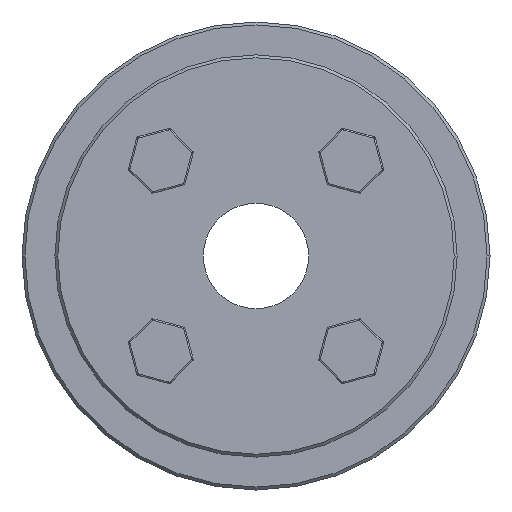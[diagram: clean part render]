
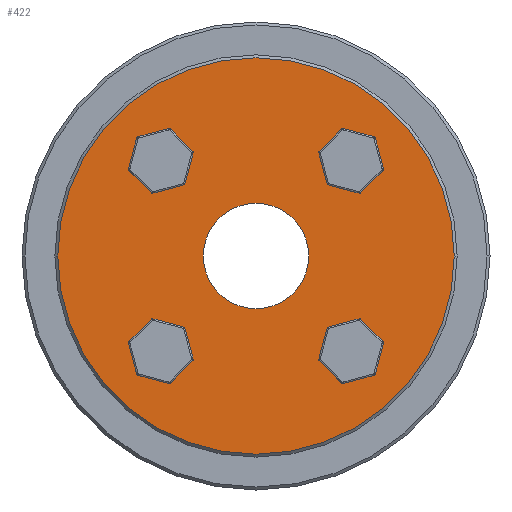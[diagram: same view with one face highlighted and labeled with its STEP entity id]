
A CAD part, left-side view. The second image highlights one B-rep face of the part: STEP entity #422.
In plain terms, the highlighted planar face has unit normal (-1, 0, 0).
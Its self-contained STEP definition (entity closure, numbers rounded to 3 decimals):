
#157 = VERTEX_POINT ( 'NONE', #3319 ) ;
#158 = VERTEX_POINT ( 'NONE', #3320 ) ;
#179 = VERTEX_POINT ( 'NONE', #3341 ) ;
#180 = VERTEX_POINT ( 'NONE', #3342 ) ;
#310 = EDGE_CURVE ( 'NONE', #157, #158, #4750, .T. ) ;
#314 = EDGE_CURVE ( 'NONE', #158, #157, #4752, .T. ) ;
#322 = EDGE_CURVE ( 'NONE', #179, #180, #4762, .T. ) ;
#347 = EDGE_CURVE ( 'NONE', #180, #179, #4800, .T. ) ;
#422 = ADVANCED_FACE ( 'NONE', ( #4920, #4923 ), #5099, .T. ) ;
#2501 = EDGE_LOOP ( 'NONE', ( #2622, #2623 ) ) ;
#2514 = EDGE_LOOP ( 'NONE', ( #2624, #2625 ) ) ;
#2622 = ORIENTED_EDGE ( 'NONE', *, *, #322, .T. ) ;
#2623 = ORIENTED_EDGE ( 'NONE', *, *, #347, .T. ) ;
#2624 = ORIENTED_EDGE ( 'NONE', *, *, #310, .T. ) ;
#2625 = ORIENTED_EDGE ( 'NONE', *, *, #314, .T. ) ;
#3319 = CARTESIAN_POINT ( 'NONE',  ( -31., 9., 0. ) ) ;
#3320 = CARTESIAN_POINT ( 'NONE',  ( -31., -9., 0. ) ) ;
#3341 = CARTESIAN_POINT ( 'NONE',  ( -31., 33.887, 0. ) ) ;
#3342 = CARTESIAN_POINT ( 'NONE',  ( -31., -33.887, 0. ) ) ;
#3528 = CARTESIAN_POINT ( 'NONE',  ( -31., 0., 0. ) ) ;
#3530 = DIRECTION ( 'NONE',  ( 1., 0., 0. ) ) ;
#3531 = DIRECTION ( 'NONE',  ( 0., 1., 0. ) ) ;
#3532 = CARTESIAN_POINT ( 'NONE',  ( -31., 0., 0. ) ) ;
#3540 = DIRECTION ( 'NONE',  ( 1., 0., 0. ) ) ;
#3541 = DIRECTION ( 'NONE',  ( 0., 1., 0. ) ) ;
#3558 = CARTESIAN_POINT ( 'NONE',  ( -31., 0., 0. ) ) ;
#3564 = DIRECTION ( 'NONE',  ( -1., 0., 0. ) ) ;
#3565 = DIRECTION ( 'NONE',  ( 0., -1., 0. ) ) ;
#3627 = CARTESIAN_POINT ( 'NONE',  ( -31., 0., 0. ) ) ;
#3628 = DIRECTION ( 'NONE',  ( -1., 0., 0. ) ) ;
#3629 = DIRECTION ( 'NONE',  ( 0., -1., 0. ) ) ;
#4279 = AXIS2_PLACEMENT_3D ( 'NONE', #3528, #3530, #3531 ) ;
#4281 = AXIS2_PLACEMENT_3D ( 'NONE', #3532, #3540, #3541 ) ;
#4288 = AXIS2_PLACEMENT_3D ( 'NONE', #3558, #3564, #3565 ) ;
#4300 = AXIS2_PLACEMENT_3D ( 'NONE', #3627, #3628, #3629 ) ;
#4343 = AXIS2_PLACEMENT_3D ( 'NONE', #5098, #5101, #5102 ) ;
#4750 = CIRCLE ( 'NONE', #4279, 9. ) ;
#4752 = CIRCLE ( 'NONE', #4281, 9. ) ;
#4762 = CIRCLE ( 'NONE', #4288, 33.887 ) ;
#4800 = CIRCLE ( 'NONE', #4300, 33.887 ) ;
#4920 = FACE_OUTER_BOUND ( 'NONE', #2501, .T. ) ;
#4923 = FACE_BOUND ( 'NONE', #2514, .T. ) ;
#5098 = CARTESIAN_POINT ( 'NONE',  ( -31., 9., 0. ) ) ;
#5099 = PLANE ( 'NONE',  #4343 ) ;
#5101 = DIRECTION ( 'NONE',  ( -1., 0., 0. ) ) ;
#5102 = DIRECTION ( 'NONE',  ( 0., -1., 0. ) ) ;
